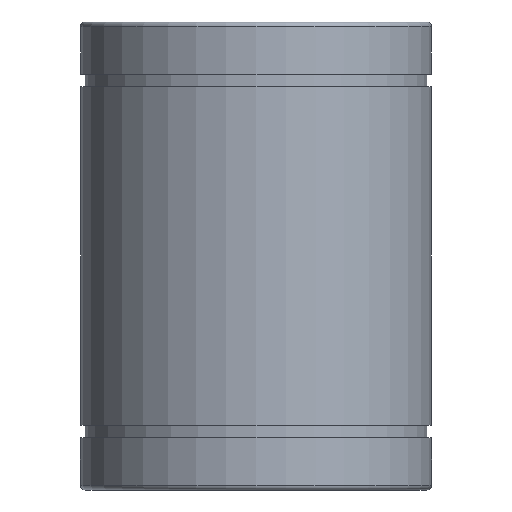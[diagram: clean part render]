
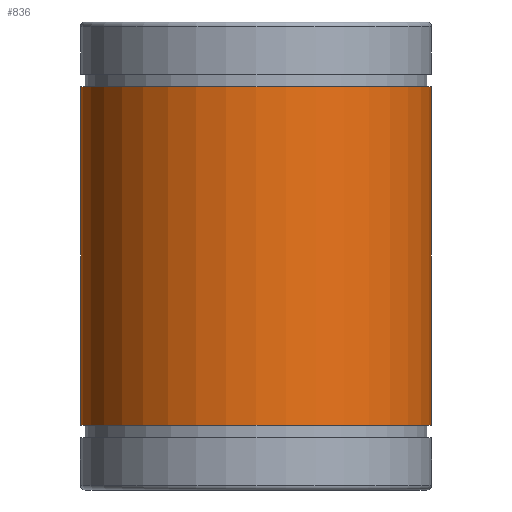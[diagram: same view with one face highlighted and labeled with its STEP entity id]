
A CAD part, front view. The second image highlights one B-rep face of the part: STEP entity #836.
In plain terms, the highlighted cylindrical face has radius 37.5 mm (diameter 75 mm), a partial arc.
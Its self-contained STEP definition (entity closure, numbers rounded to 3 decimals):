
#2 = ORIENTED_EDGE ( 'NONE', *, *, #898, .T. ) ;
#3 = ORIENTED_EDGE ( 'NONE', *, *, #888, .F. ) ;
#4 = ORIENTED_EDGE ( 'NONE', *, *, #913, .T. ) ;
#5 = ORIENTED_EDGE ( 'NONE', *, *, #895, .F. ) ;
#49 = VERTEX_POINT ( 'NONE', #81 ) ;
#50 = VERTEX_POINT ( 'NONE', #82 ) ;
#51 = VERTEX_POINT ( 'NONE', #83 ) ;
#52 = VERTEX_POINT ( 'NONE', #84 ) ;
#81 = CARTESIAN_POINT ( 'NONE',  ( 37.5, 0., -36.15 ) ) ;
#82 = CARTESIAN_POINT ( 'NONE',  ( -37.5, 0., -36.15 ) ) ;
#83 = CARTESIAN_POINT ( 'NONE',  ( -37.5, 0., 36.15 ) ) ;
#84 = CARTESIAN_POINT ( 'NONE',  ( 37.5, 0., 36.15 ) ) ;
#153 = DIRECTION ( 'NONE',  ( 1., 0., 0. ) ) ;
#154 = DIRECTION ( 'NONE',  ( 0., 0., 1. ) ) ;
#155 = CARTESIAN_POINT ( 'NONE',  ( 0., 0., 50. ) ) ;
#373 = CARTESIAN_POINT ( 'NONE',  ( 0., 0., 36.15 ) ) ;
#375 = DIRECTION ( 'NONE',  ( 0., 0., 1. ) ) ;
#376 = DIRECTION ( 'NONE',  ( 1., 0., 0. ) ) ;
#391 = CARTESIAN_POINT ( 'NONE',  ( -37.5, 0., 50. ) ) ;
#392 = DIRECTION ( 'NONE',  ( 0., 0., 1. ) ) ;
#394 = CARTESIAN_POINT ( 'NONE',  ( 0., 0., -36.15 ) ) ;
#400 = DIRECTION ( 'NONE',  ( 0., 0., 1. ) ) ;
#401 = DIRECTION ( 'NONE',  ( 1., 0., 0. ) ) ;
#444 = CARTESIAN_POINT ( 'NONE',  ( 37.5, 0., 50. ) ) ;
#445 = DIRECTION ( 'NONE',  ( 0., 0., 1. ) ) ;
#474 = EDGE_LOOP ( 'NONE', ( #5, #2, #4, #3 ) ) ;
#640 = FACE_OUTER_BOUND ( 'NONE', #474, .T. ) ;
#641 = CYLINDRICAL_SURFACE ( 'NONE', #942, 37.5 ) ;
#769 = CIRCLE ( 'NONE', #1012, 37.5 ) ;
#777 = LINE ( 'NONE', #391, #778 ) ;
#778 = VECTOR ( 'NONE', #392, 1000. ) ;
#781 = CIRCLE ( 'NONE', #1016, 37.5 ) ;
#791 = LINE ( 'NONE', #444, #795 ) ;
#795 = VECTOR ( 'NONE', #445, 1000. ) ;
#836 = ADVANCED_FACE ( 'NONE', ( #640 ), #641, .T. ) ;
#888 = EDGE_CURVE ( 'NONE', #51, #52, #769, .T. ) ;
#895 = EDGE_CURVE ( 'NONE', #50, #51, #777, .T. ) ;
#898 = EDGE_CURVE ( 'NONE', #50, #49, #781, .T. ) ;
#913 = EDGE_CURVE ( 'NONE', #49, #52, #791, .T. ) ;
#942 = AXIS2_PLACEMENT_3D ( 'NONE', #155, #154, #153 ) ;
#1012 = AXIS2_PLACEMENT_3D ( 'NONE', #373, #375, #376 ) ;
#1016 = AXIS2_PLACEMENT_3D ( 'NONE', #394, #400, #401 ) ;
